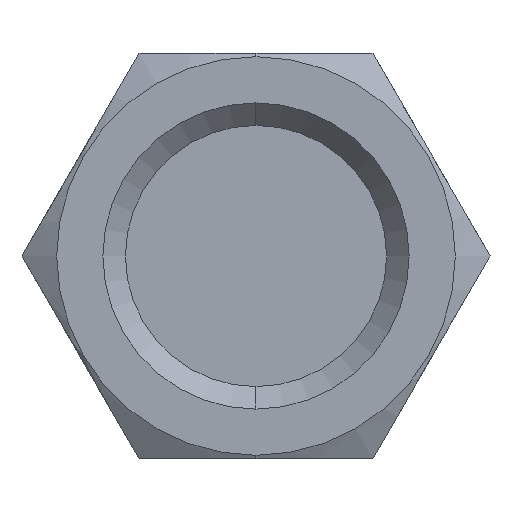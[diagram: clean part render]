
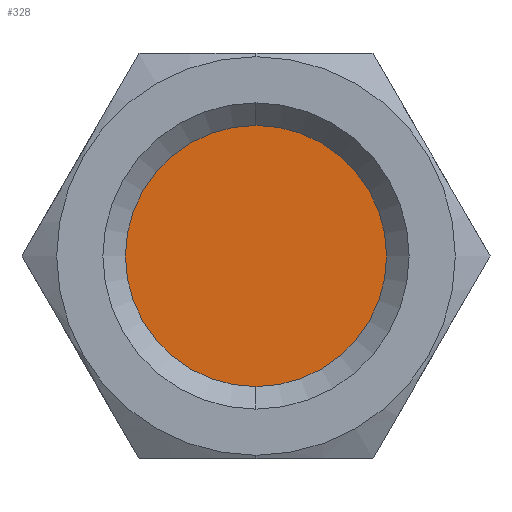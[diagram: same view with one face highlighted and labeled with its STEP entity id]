
A CAD part, front view. The second image highlights one B-rep face of the part: STEP entity #328.
In plain terms, the highlighted planar face has unit normal (0, -1, 0).
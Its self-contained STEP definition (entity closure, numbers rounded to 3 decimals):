
#294 = EDGE_LOOP ( 'NONE', ( #332, #319 ) ) ;
#319 = ORIENTED_EDGE ( 'NONE', *, *, #500, .T. ) ;
#328 = ADVANCED_FACE ( 'NONE', ( #1685 ), #1717, .F. ) ;
#332 = ORIENTED_EDGE ( 'NONE', *, *, #956, .T. ) ;
#500 = EDGE_CURVE ( 'NONE', #551, #502, #2030, .T. ) ;
#502 = VERTEX_POINT ( 'NONE', #2090 ) ;
#551 = VERTEX_POINT ( 'NONE', #2063 ) ;
#860 = DIRECTION ( 'NONE',  ( 0., 0., -1. ) ) ;
#861 = DIRECTION ( 'NONE',  ( 0., -1., 0. ) ) ;
#862 = CARTESIAN_POINT ( 'NONE',  ( 0., 11.461, 0. ) ) ;
#871 = AXIS2_PLACEMENT_3D ( 'NONE', #862, #861, #860 ) ;
#872 = CIRCLE ( 'NONE', #871, 5.8 ) ;
#956 = EDGE_CURVE ( 'NONE', #502, #551, #872, .T. ) ;
#1684 = AXIS2_PLACEMENT_3D ( 'NONE', #1723, #1696, #1720 ) ;
#1685 = FACE_OUTER_BOUND ( 'NONE', #294, .T. ) ;
#1696 = DIRECTION ( 'NONE',  ( 0., 1., 0. ) ) ;
#1717 = PLANE ( 'NONE',  #1684 ) ;
#1720 = DIRECTION ( 'NONE',  ( 0., 0., 1. ) ) ;
#1723 = CARTESIAN_POINT ( 'NONE',  ( -8.5, 11.461, 0. ) ) ;
#2030 = CIRCLE ( 'NONE', #2048, 5.8 ) ;
#2039 = DIRECTION ( 'NONE',  ( 0., 0., -1. ) ) ;
#2040 = DIRECTION ( 'NONE',  ( 0., -1., 0. ) ) ;
#2041 = CARTESIAN_POINT ( 'NONE',  ( 0., 11.461, 0. ) ) ;
#2048 = AXIS2_PLACEMENT_3D ( 'NONE', #2041, #2040, #2039 ) ;
#2063 = CARTESIAN_POINT ( 'NONE',  ( 0., 11.461, 5.8 ) ) ;
#2090 = CARTESIAN_POINT ( 'NONE',  ( 0., 11.461, -5.8 ) ) ;
